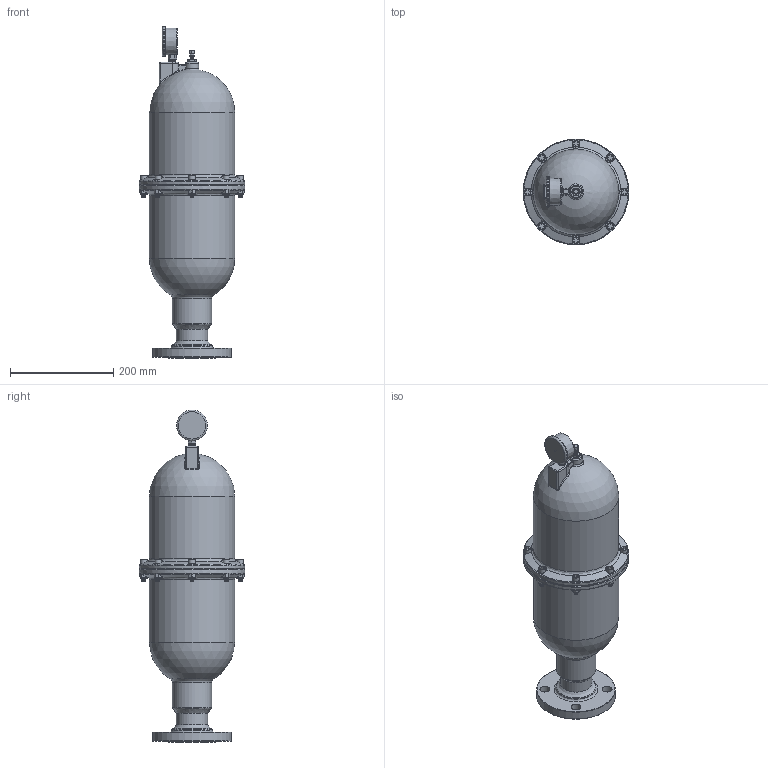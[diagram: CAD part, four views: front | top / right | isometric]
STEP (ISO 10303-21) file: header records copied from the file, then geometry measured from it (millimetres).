
FILE_DESCRIPTION((''),'2;1');
FILE_NAME('APIII-ALLOY-WN_R0.ipt.stp','2017-07-10T09:53:08',(''),(''),'Autodesk Inventor 2009','Autodesk Inventor 2009','');
FILE_SCHEMA(('AUTOMOTIVE_DESIGN { 1 0 10303 214 1 1 1 1 }'));
Length unit declared in the file: inch
Products named in the file (1): APIII-ALLOY-WN_R0
Bounding box: 204.22 x 204.22 x 643.45 mm (x, y, z)
Volume: 2514934.7 mm3; surface area: 583294.1 mm2
Topology: 11 solids, 11 shells, 1045 faces, 2755 edges, 1753 vertices
Faces by surface type: plane 387, bspline 383, cone 108, cylinder 107, torus 56, sphere 4
Full cylindrical faces by diameter (mm): 3.19 x1, 7.62 x1, 7.925 x1, 9.349 x1, 12.446 x8, 12.7 x16, 13.716 x3, 14.208 x2, 19.05 x4, 25.4 x1, 52.502 x1, 52.892 x1, 56.358 x1, 59.608 x1, 60.325 x1, 76.2 x2, 92.075 x1, 149.86 x2, 152.4 x1, 165.608 x2, 171.45 x1, 204.216 x2
Entity records: 49834 total; most frequent: CARTESIAN_POINT 26424, ORIENTED_EDGE 4994, DIRECTION 3722, EDGE_CURVE 2497, VERTEX_POINT 1683, AXIS2_PLACEMENT_3D 1350, EDGE_LOOP 1286, FACE_OUTER_BOUND 1045
